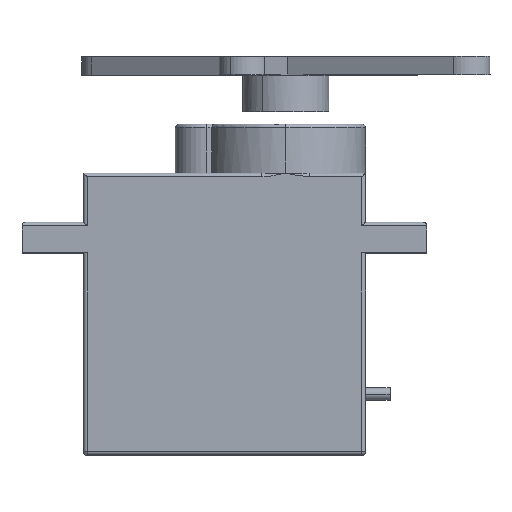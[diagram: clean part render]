
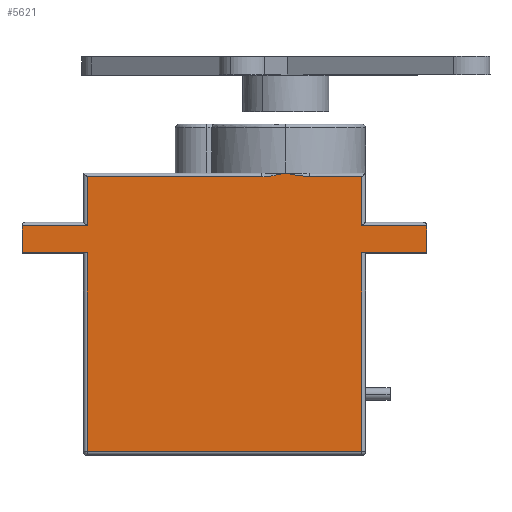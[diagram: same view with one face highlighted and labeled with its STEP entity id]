
A CAD part, top view. The second image highlights one B-rep face of the part: STEP entity #5621.
In plain terms, the highlighted planar face has unit normal (0, 0, 1).
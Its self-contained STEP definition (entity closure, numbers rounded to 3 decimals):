
#416=CARTESIAN_POINT(' ',(-11.5,23.,13.));
#417=VERTEX_POINT(' ',#416);
#2246=CARTESIAN_POINT(' ',(-13.452,22.7,13.));
#2251=CARTESIAN_POINT(' ',(-13.111,22.7,13.));
#2256=CARTESIAN_POINT(' ',(-12.819,22.746,13.));
#2261=CARTESIAN_POINT(' ',(-12.637,22.773,13.));
#2266=CARTESIAN_POINT(' ',(-12.135,22.861,13.));
#2271=CARTESIAN_POINT(' ',(-11.618,22.974,13.));
#2276=CARTESIAN_POINT(' ',(-11.551,22.989,13.));
#2281=CARTESIAN_POINT(' ',(-11.5,23.,13.));
#2286=B_SPLINE_CURVE_WITH_KNOTS('',3,(#2246,#2251,#2256,#2261,#2266,#2271,#2276,#2281),.UNSPECIFIED.,.F.,.U.,(4,2,2,4),(0.,0.495,0.925,1.),.UNSPECIFIED.);
#2291=CARTESIAN_POINT(' ',(-13.452,22.7,13.));
#2292=VERTEX_POINT(' ',#2291);
#2296=EDGE_CURVE(' ',#2292,#417,#2286,.T.);
#3551=CARTESIAN_POINT(' ',(-11.5,23.,13.));
#3556=CARTESIAN_POINT(' ',(-11.014,22.893,13.));
#3561=CARTESIAN_POINT(' ',(-10.762,22.831,13.));
#3566=CARTESIAN_POINT(' ',(-10.116,22.736,13.));
#3571=CARTESIAN_POINT(' ',(-9.785,22.701,13.));
#3576=CARTESIAN_POINT(' ',(-9.562,22.7,13.));
#3581=CARTESIAN_POINT(' ',(-9.555,22.7,13.));
#3586=CARTESIAN_POINT(' ',(-9.548,22.7,13.));
#3591=B_SPLINE_CURVE_WITH_KNOTS('',3,(#3551,#3556,#3561,#3566,#3571,#3576,#3581,#3586),.UNSPECIFIED.,.F.,.U.,(4,2,2,4),(0.,0.743,0.992,1.),.UNSPECIFIED.);
#3596=CARTESIAN_POINT(' ',(-9.548,22.7,13.));
#3597=VERTEX_POINT(' ',#3596);
#3601=EDGE_CURVE(' ',#417,#3597,#3591,.T.);
#4926=CARTESIAN_POINT(' ',(-27.7,22.7,13.));
#4927=VERTEX_POINT(' ',#4926);
#4941=CARTESIAN_POINT(' ',(-27.7,22.7,13.));
#4946=DIRECTION(' ',(1.,0.,0.));
#4951=VECTOR(' ',#4946,1.);
#4956=LINE('',#4941,#4951);
#4961=EDGE_CURVE(' ',#4927,#2292,#4956,.T.);
#5156=DIRECTION(' ',(0.,-0.,1.));
#5161=CARTESIAN_POINT(' ',(0.,0.3,13.));
#5166=DIRECTION(' ',(0.,1.,0.));
#5171=AXIS2_PLACEMENT_3D(' ',#5161,#5156,#5166);
#5176=PLANE('',#5171);
#5181=CARTESIAN_POINT(' ',(-27.7,22.7,13.));
#5186=DIRECTION(' ',(0.,-1.,0.));
#5191=VECTOR(' ',#5186,1.);
#5196=LINE('',#5181,#5191);
#5201=CARTESIAN_POINT(' ',(-27.7,18.7,13.));
#5202=VERTEX_POINT(' ',#5201);
#5206=EDGE_CURVE(' ',#4927,#5202,#5196,.T.);
#5211=ORIENTED_EDGE(' ',*,*,#5206,.T.);
#5216=CARTESIAN_POINT(' ',(-27.7,18.7,13.));
#5221=DIRECTION(' ',(-1.,0.,0.));
#5226=VECTOR(' ',#5221,1.);
#5231=LINE('',#5216,#5226);
#5236=CARTESIAN_POINT(' ',(-33.,18.7,13.));
#5237=VERTEX_POINT(' ',#5236);
#5241=EDGE_CURVE(' ',#5202,#5237,#5231,.T.);
#5246=ORIENTED_EDGE(' ',*,*,#5241,.T.);
#5251=CARTESIAN_POINT(' ',(-33.,18.7,13.));
#5256=DIRECTION(' ',(0.,-1.,0.));
#5261=VECTOR(' ',#5256,1.);
#5266=LINE('',#5251,#5261);
#5271=CARTESIAN_POINT(' ',(-33.,16.5,13.));
#5272=VERTEX_POINT(' ',#5271);
#5276=EDGE_CURVE(' ',#5237,#5272,#5266,.T.);
#5281=ORIENTED_EDGE(' ',*,*,#5276,.T.);
#5286=CARTESIAN_POINT(' ',(-33.,16.5,13.));
#5291=DIRECTION(' ',(1.,0.,0.));
#5296=VECTOR(' ',#5291,1.);
#5301=LINE('',#5286,#5296);
#5306=CARTESIAN_POINT(' ',(-27.7,16.5,13.));
#5307=VERTEX_POINT(' ',#5306);
#5311=EDGE_CURVE(' ',#5272,#5307,#5301,.T.);
#5316=ORIENTED_EDGE(' ',*,*,#5311,.T.);
#5321=CARTESIAN_POINT(' ',(-27.7,16.5,13.));
#5326=DIRECTION(' ',(0.,-1.,0.));
#5331=VECTOR(' ',#5326,1.);
#5336=LINE('',#5321,#5331);
#5341=CARTESIAN_POINT(' ',(-27.7,0.3,13.));
#5342=VERTEX_POINT(' ',#5341);
#5346=EDGE_CURVE(' ',#5307,#5342,#5336,.T.);
#5351=ORIENTED_EDGE(' ',*,*,#5346,.T.);
#5356=CARTESIAN_POINT(' ',(-27.7,0.3,13.));
#5361=DIRECTION(' ',(1.,0.,0.));
#5366=VECTOR(' ',#5361,1.);
#5371=LINE('',#5356,#5366);
#5376=CARTESIAN_POINT(' ',(-5.3,0.3,13.));
#5377=VERTEX_POINT(' ',#5376);
#5381=EDGE_CURVE(' ',#5342,#5377,#5371,.T.);
#5386=ORIENTED_EDGE(' ',*,*,#5381,.T.);
#5391=CARTESIAN_POINT(' ',(-5.3,0.3,13.));
#5396=DIRECTION(' ',(0.,1.,0.));
#5401=VECTOR(' ',#5396,1.);
#5406=LINE('',#5391,#5401);
#5411=CARTESIAN_POINT(' ',(-5.3,16.5,13.));
#5412=VERTEX_POINT(' ',#5411);
#5416=EDGE_CURVE(' ',#5377,#5412,#5406,.T.);
#5421=ORIENTED_EDGE(' ',*,*,#5416,.T.);
#5426=CARTESIAN_POINT(' ',(-5.3,16.5,13.));
#5431=DIRECTION(' ',(1.,0.,0.));
#5436=VECTOR(' ',#5431,1.);
#5441=LINE('',#5426,#5436);
#5446=CARTESIAN_POINT(' ',(0.,16.5,13.));
#5447=VERTEX_POINT(' ',#5446);
#5451=EDGE_CURVE(' ',#5412,#5447,#5441,.T.);
#5456=ORIENTED_EDGE(' ',*,*,#5451,.T.);
#5461=CARTESIAN_POINT(' ',(0.,16.5,13.));
#5466=DIRECTION(' ',(0.,1.,0.));
#5471=VECTOR(' ',#5466,1.);
#5476=LINE('',#5461,#5471);
#5481=CARTESIAN_POINT(' ',(0.,18.7,13.));
#5482=VERTEX_POINT(' ',#5481);
#5486=EDGE_CURVE(' ',#5447,#5482,#5476,.T.);
#5491=ORIENTED_EDGE(' ',*,*,#5486,.T.);
#5496=CARTESIAN_POINT(' ',(0.,18.7,13.));
#5501=DIRECTION(' ',(-1.,0.,0.));
#5506=VECTOR(' ',#5501,1.);
#5511=LINE('',#5496,#5506);
#5516=CARTESIAN_POINT(' ',(-5.3,18.7,13.));
#5517=VERTEX_POINT(' ',#5516);
#5521=EDGE_CURVE(' ',#5482,#5517,#5511,.T.);
#5526=ORIENTED_EDGE(' ',*,*,#5521,.T.);
#5531=CARTESIAN_POINT(' ',(-5.3,18.7,13.));
#5536=DIRECTION(' ',(0.,1.,0.));
#5541=VECTOR(' ',#5536,1.);
#5546=LINE('',#5531,#5541);
#5551=CARTESIAN_POINT(' ',(-5.3,22.7,13.));
#5552=VERTEX_POINT(' ',#5551);
#5556=EDGE_CURVE(' ',#5517,#5552,#5546,.T.);
#5561=ORIENTED_EDGE(' ',*,*,#5556,.T.);
#5566=CARTESIAN_POINT(' ',(-5.3,22.7,13.));
#5571=DIRECTION(' ',(-1.,0.,0.));
#5576=VECTOR(' ',#5571,1.);
#5581=LINE('',#5566,#5576);
#5586=EDGE_CURVE(' ',#5552,#3597,#5581,.T.);
#5591=ORIENTED_EDGE(' ',*,*,#5586,.T.);
#5596=ORIENTED_EDGE(' ',*,*,#3601,.F.);
#5601=ORIENTED_EDGE(' ',*,*,#2296,.F.);
#5606=ORIENTED_EDGE(' ',*,*,#4961,.F.);
#5611=EDGE_LOOP(' ',(#5211,#5246,#5281,#5316,#5351,#5386,#5421,#5456,#5491,#5526,#5561,#5591,#5596,#5601,#5606));
#5616=FACE_OUTER_BOUND(' ',#5611,.T.);
#5621=ADVANCED_FACE('NONE.25',(#5616),#5176,.T.);
